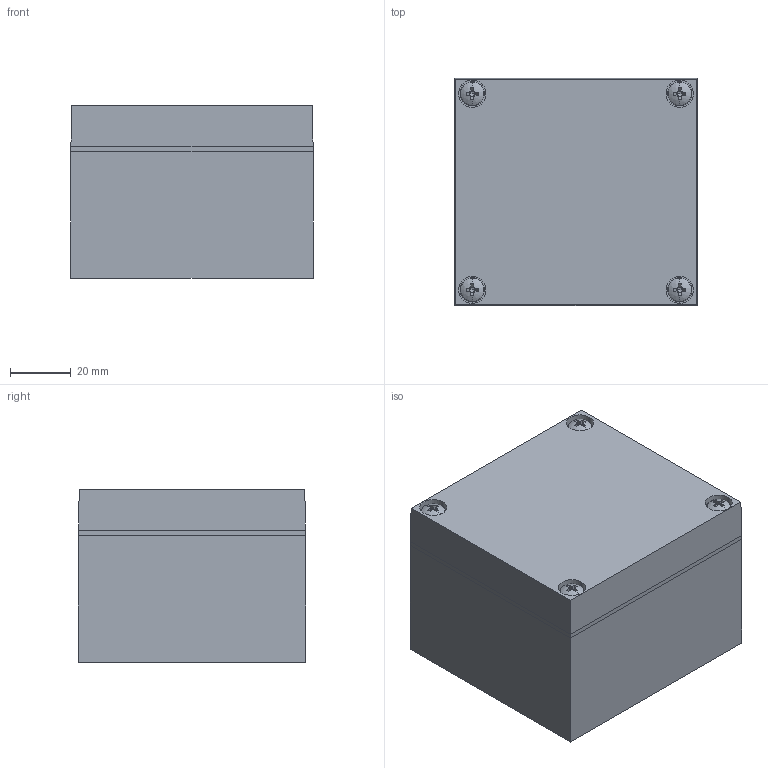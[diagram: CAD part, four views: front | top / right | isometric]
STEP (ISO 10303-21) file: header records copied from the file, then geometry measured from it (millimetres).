
FILE_DESCRIPTION (( 'STEP AP214' ), '1' );
FILE_NAME ('2011308.stp', '2020-11-30T16:24:07', ( '' ), ( '' ), 'SwSTEP 2.0', 'SolidWorks 2020', '' );
FILE_SCHEMA (( 'AUTOMOTIVE_DESIGN' ));
Length unit declared in the file: millimetre
Products named in the file (4): 064350_080806; 064360_080705; 2011308; P_063643_1_ISO 7045 - M4 x 12 - Z --- 12N
Assembly tree (6 placements, depth 2):
  2011308
    064350_080806
    064360_080705
    P_063643_1_ISO 7045 - M4 x 12 - Z --- 12N  x4
Bounding box: 80 x 75 x 57 mm (x, y, z)
Volume: 146609 mm3; surface area: 59629.1 mm2
Topology: 6 solids, 6 shells, 256 faces, 644 edges, 396 vertices
Faces by surface type: plane 144, cylinder 48, cone 40, torus 16, sphere 8
Entity records: 4700 total; most frequent: CARTESIAN_POINT 804, DIRECTION 804, ORIENTED_EDGE 748, EDGE_CURVE 374, AXIS2_PLACEMENT_3D 275, LINE 254, VECTOR 254, VERTEX_POINT 243
